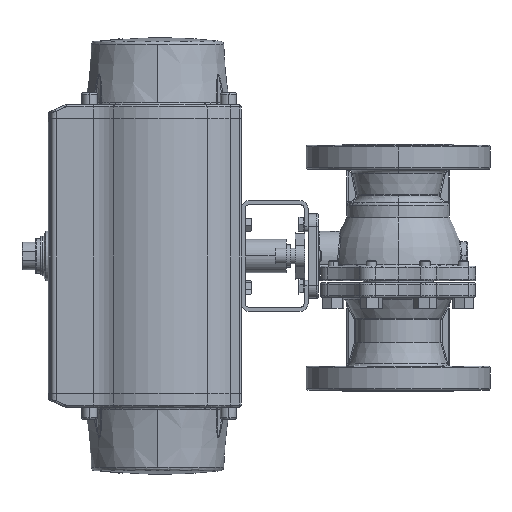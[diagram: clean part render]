
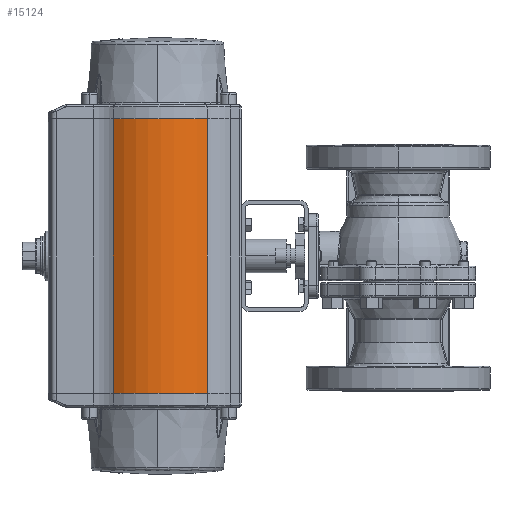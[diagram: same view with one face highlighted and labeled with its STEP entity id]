
A CAD part, left-side view. The second image highlights one B-rep face of the part: STEP entity #15124.
In plain terms, the highlighted cylindrical face has radius 87 mm (diameter 174 mm), a partial arc.
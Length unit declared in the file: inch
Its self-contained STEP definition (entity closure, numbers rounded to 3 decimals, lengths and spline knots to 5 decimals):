
#1711 = CIRCLE ( 'NONE', #12732, 3.4252 ) ;
#3086 = CARTESIAN_POINT ( 'NONE',  ( -2.7914, 12.86437, 6.1811 ) ) ;
#5543 = VERTEX_POINT ( 'NONE', #39401 ) ;
#5590 = ORIENTED_EDGE ( 'NONE', *, *, #53665, .T. ) ;
#9769 = EDGE_LOOP ( 'NONE', ( #5590, #26134, #50071, #79400 ) ) ;
#12732 = AXIS2_PLACEMENT_3D ( 'NONE', #18699, #65212, #25429 ) ;
#15124 = ADVANCED_FACE ( 'NONE', ( #29356 ), #80251, .T. ) ;
#16961 = AXIS2_PLACEMENT_3D ( 'NONE', #29956, #76426, #36648 ) ;
#17594 = EDGE_CURVE ( 'NONE', #5543, #72764, #43698, .T. ) ;
#18699 = CARTESIAN_POINT ( 'NONE',  ( 0., 10.87941, -6.1811 ) ) ;
#20304 = CARTESIAN_POINT ( 'NONE',  ( 0., 10.87941, -6.1811 ) ) ;
#24765 = LINE ( 'NONE', #68232, #58026 ) ;
#25429 = DIRECTION ( 'NONE',  ( 1., 0., 0. ) ) ;
#26134 = ORIENTED_EDGE ( 'NONE', *, *, #80819, .T. ) ;
#26596 = DIRECTION ( 'NONE',  ( 0., 0., 1. ) ) ;
#29356 = FACE_OUTER_BOUND ( 'NONE', #9769, .T. ) ;
#29663 = VERTEX_POINT ( 'NONE', #75264 ) ;
#29956 = CARTESIAN_POINT ( 'NONE',  ( 0., 10.87941, 6.1811 ) ) ;
#32565 = VECTOR ( 'NONE', #26596, 39.37008 ) ;
#36648 = DIRECTION ( 'NONE',  ( 1., 0., 0. ) ) ;
#39401 = CARTESIAN_POINT ( 'NONE',  ( -2.58913, 8.637, 6.1811 ) ) ;
#40331 = AXIS2_PLACEMENT_3D ( 'NONE', #20304, #72916, #86259 ) ;
#43698 = CIRCLE ( 'NONE', #16961, 3.4252 ) ;
#46339 = CARTESIAN_POINT ( 'NONE',  ( -2.58913, 8.637, -6.1811 ) ) ;
#50071 = ORIENTED_EDGE ( 'NONE', *, *, #17594, .T. ) ;
#53665 = EDGE_CURVE ( 'NONE', #83094, #29663, #1711, .T. ) ;
#54866 = CARTESIAN_POINT ( 'NONE',  ( -2.7914, 12.86437, -6.1811 ) ) ;
#58026 = VECTOR ( 'NONE', #74932, 39.37008 ) ;
#65212 = DIRECTION ( 'NONE',  ( 0., 0., 1. ) ) ;
#66683 = LINE ( 'NONE', #46339, #32565 ) ;
#68232 = CARTESIAN_POINT ( 'NONE',  ( -2.7914, 12.86437, -6.1811 ) ) ;
#72764 = VERTEX_POINT ( 'NONE', #3086 ) ;
#72916 = DIRECTION ( 'NONE',  ( 0., 0., 1. ) ) ;
#73113 = EDGE_CURVE ( 'NONE', #72764, #83094, #24765, .T. ) ;
#74932 = DIRECTION ( 'NONE',  ( 0., 0., -1. ) ) ;
#75264 = CARTESIAN_POINT ( 'NONE',  ( -2.58913, 8.637, -6.1811 ) ) ;
#76426 = DIRECTION ( 'NONE',  ( 0., 0., -1. ) ) ;
#79400 = ORIENTED_EDGE ( 'NONE', *, *, #73113, .T. ) ;
#80251 = CYLINDRICAL_SURFACE ( 'NONE', #40331, 3.4252 ) ;
#80819 = EDGE_CURVE ( 'NONE', #29663, #5543, #66683, .T. ) ;
#83094 = VERTEX_POINT ( 'NONE', #54866 ) ;
#86259 = DIRECTION ( 'NONE',  ( 1., 0., 0. ) ) ;
